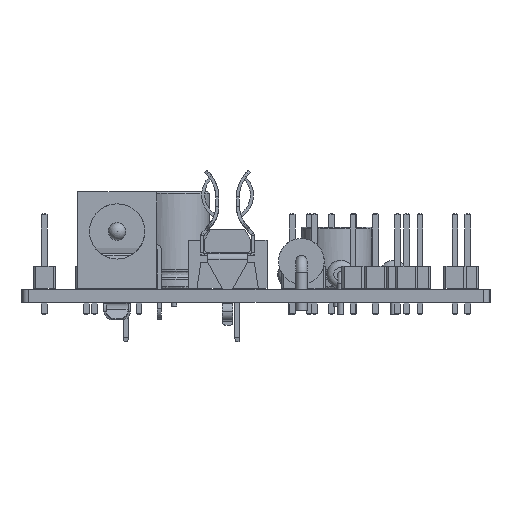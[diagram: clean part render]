
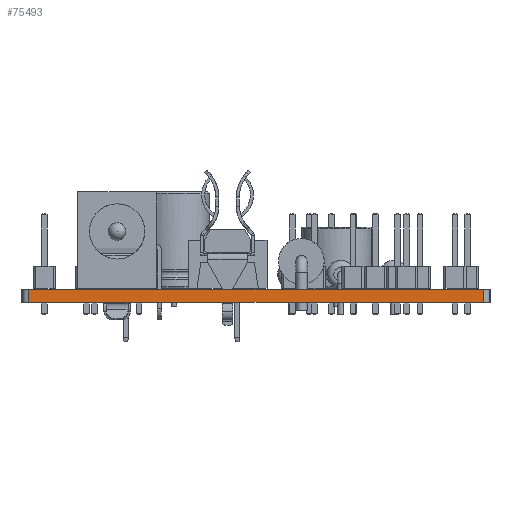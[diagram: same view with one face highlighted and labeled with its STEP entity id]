
A CAD part, left-side view. The second image highlights one B-rep face of the part: STEP entity #75493.
In plain terms, the highlighted planar face has unit normal (-1, 0, 0).
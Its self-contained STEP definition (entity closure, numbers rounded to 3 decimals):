
#72944 = VERTEX_POINT('',#72945);
#72945 = CARTESIAN_POINT('',(0.,52.578,0.));
#72952 = EDGE_CURVE('',#72953,#72944,#72955,.T.);
#72953 = VERTEX_POINT('',#72954);
#72954 = CARTESIAN_POINT('',(0.,0.762,0.));
#72955 = LINE('',#72956,#72957);
#72956 = CARTESIAN_POINT('',(0.,0.762,0.));
#72957 = VECTOR('',#72958,1.);
#72958 = DIRECTION('',(0.,1.,0.));
#74192 = VERTEX_POINT('',#74193);
#74193 = CARTESIAN_POINT('',(0.,52.578,1.51));
#74200 = EDGE_CURVE('',#74201,#74192,#74203,.T.);
#74201 = VERTEX_POINT('',#74202);
#74202 = CARTESIAN_POINT('',(0.,0.762,1.51));
#74203 = LINE('',#74204,#74205);
#74204 = CARTESIAN_POINT('',(0.,0.762,1.51));
#74205 = VECTOR('',#74206,1.);
#74206 = DIRECTION('',(0.,1.,0.));
#75463 = EDGE_CURVE('',#72944,#74192,#75464,.T.);
#75464 = LINE('',#75465,#75466);
#75465 = CARTESIAN_POINT('',(0.,52.578,0.));
#75466 = VECTOR('',#75467,1.);
#75467 = DIRECTION('',(0.,0.,1.));
#75493 = ADVANCED_FACE('',(#75494),#75505,.T.);
#75494 = FACE_BOUND('',#75495,.T.);
#75495 = EDGE_LOOP('',(#75496,#75502,#75503,#75504));
#75496 = ORIENTED_EDGE('',*,*,#75497,.T.);
#75497 = EDGE_CURVE('',#72953,#74201,#75498,.T.);
#75498 = LINE('',#75499,#75500);
#75499 = CARTESIAN_POINT('',(0.,0.762,0.));
#75500 = VECTOR('',#75501,1.);
#75501 = DIRECTION('',(0.,0.,1.));
#75502 = ORIENTED_EDGE('',*,*,#74200,.T.);
#75503 = ORIENTED_EDGE('',*,*,#75463,.F.);
#75504 = ORIENTED_EDGE('',*,*,#72952,.F.);
#75505 = PLANE('',#75506);
#75506 = AXIS2_PLACEMENT_3D('',#75507,#75508,#75509);
#75507 = CARTESIAN_POINT('',(0.,0.762,0.));
#75508 = DIRECTION('',(-1.,0.,0.));
#75509 = DIRECTION('',(0.,1.,0.));
